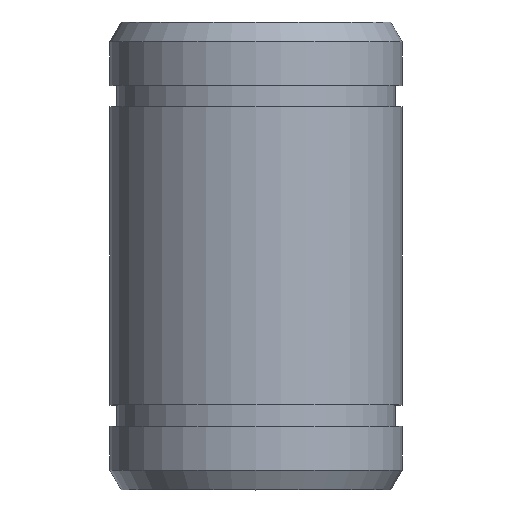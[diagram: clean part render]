
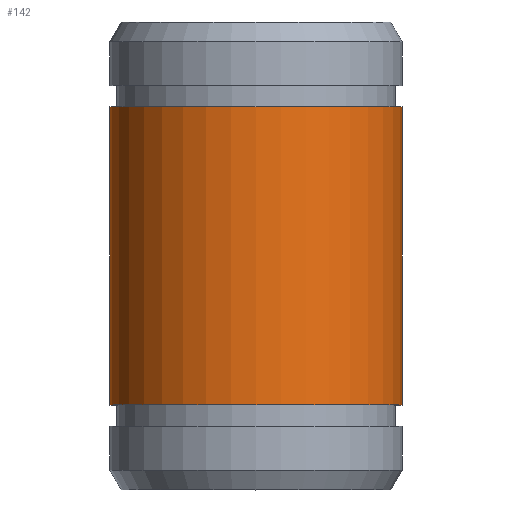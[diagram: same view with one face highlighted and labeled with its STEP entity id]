
A CAD part, top view. The second image highlights one B-rep face of the part: STEP entity #142.
In plain terms, the highlighted cylindrical face has radius 7.5 mm (diameter 15 mm), a partial arc.
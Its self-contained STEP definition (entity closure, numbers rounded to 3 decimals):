
#142=ADVANCED_FACE('',(#340),#341,.T.);
#340=FACE_OUTER_BOUND('',#601,.T.);
#341=CYLINDRICAL_SURFACE('',#602,7.5);
#601=EDGE_LOOP('',(#875,#876,#877,#878));
#602=AXIS2_PLACEMENT_3D('',#879,#880,#881);
#875=ORIENTED_EDGE('',*,*,#1616,.F.);
#876=ORIENTED_EDGE('',*,*,#1617,.T.);
#877=ORIENTED_EDGE('',*,*,#1618,.F.);
#878=ORIENTED_EDGE('',*,*,#1619,.T.);
#879=CARTESIAN_POINT('',(0.0,0.0,0.0));
#880=DIRECTION('',(0.0,-1.0,0.0));
#881=DIRECTION('',(1.0,0.0,0.0));
#1616=EDGE_CURVE('',#1931,#1932,#1933,.T.);
#1617=EDGE_CURVE('',#1931,#1934,#1935,.T.);
#1618=EDGE_CURVE('',#1936,#1934,#1937,.T.);
#1619=EDGE_CURVE('',#1936,#1932,#1938,.T.);
#1931=VERTEX_POINT('',#2384);
#1932=VERTEX_POINT('',#2385);
#1933=LINE('',#2386,#2387);
#1934=VERTEX_POINT('',#2388);
#1935=CIRCLE('',#2389,7.5);
#1936=VERTEX_POINT('',#2390);
#1937=LINE('',#2391,#2392);
#1938=CIRCLE('',#2393,7.5);
#2384=CARTESIAN_POINT('',(7.5,7.65,0.));
#2385=CARTESIAN_POINT('',(7.5,-7.65,0.));
#2386=CARTESIAN_POINT('',(7.5,0.0,0.));
#2387=VECTOR('',#2945,1.0);
#2388=CARTESIAN_POINT('',(-7.5,7.65,0.));
#2389=AXIS2_PLACEMENT_3D('',#2946,#2947,#2948);
#2390=CARTESIAN_POINT('',(-7.5,-7.65,0.));
#2391=CARTESIAN_POINT('',(-7.5,0.0,0.));
#2392=VECTOR('',#2949,1.0);
#2393=AXIS2_PLACEMENT_3D('',#2950,#2951,#2952);
#2945=DIRECTION('',(0.0,-1.0,0.0));
#2946=CARTESIAN_POINT('',(0.0,7.65,0.0));
#2947=DIRECTION('',(0.0,-1.0,0.0));
#2948=DIRECTION('',(1.0,0.0,0.0));
#2949=DIRECTION('',(-0.0,1.0,-0.0));
#2950=CARTESIAN_POINT('',(0.0,-7.65,0.0));
#2951=DIRECTION('',(-0.0,1.0,0.0));
#2952=DIRECTION('',(1.0,0.0,0.0));
